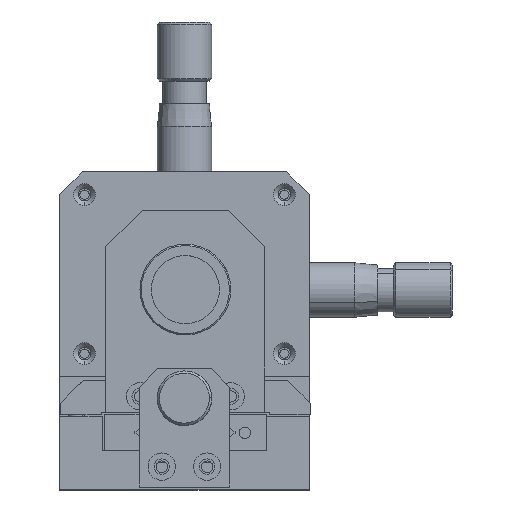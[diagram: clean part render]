
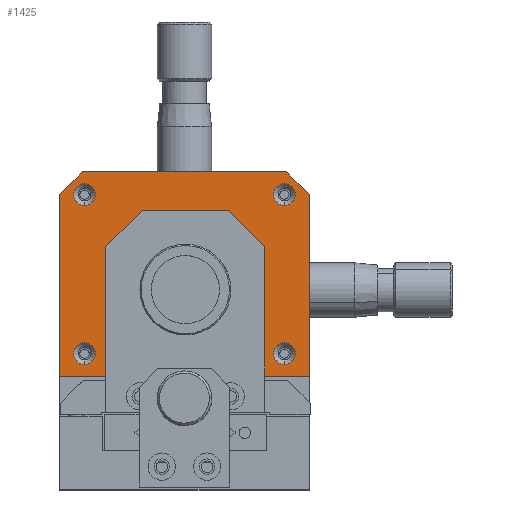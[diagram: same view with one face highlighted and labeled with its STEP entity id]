
A CAD part, top view. The second image highlights one B-rep face of the part: STEP entity #1425.
In plain terms, the highlighted planar face has unit normal (0, 0, 1).
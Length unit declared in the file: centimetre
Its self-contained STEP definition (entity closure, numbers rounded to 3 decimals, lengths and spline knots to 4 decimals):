
#1135 = VERTEX_POINT ( 'NONE', #6438 ) ;
#1138 = VERTEX_POINT ( 'NONE', #6439 ) ;
#1151 = VERTEX_POINT ( 'NONE', #6417 ) ;
#1156 = EDGE_CURVE ( 'NONE', #1444, #1344, #6412, .T. ) ;
#1197 = EDGE_CURVE ( 'NONE', #1374, #1201, #6539, .T. ) ;
#1201 = VERTEX_POINT ( 'NONE', #6536 ) ;
#1205 = EDGE_CURVE ( 'NONE', #1373, #1151, #6491, .T. ) ;
#1303 = EDGE_CURVE ( 'NONE', #1323, #1396, #6887, .T. ) ;
#1309 = ORIENTED_EDGE ( 'NONE', *, *, #1358, .F. ) ;
#1312 = EDGE_LOOP ( 'NONE', ( #1315, #1424 ) ) ;
#1313 = EDGE_LOOP ( 'NONE', ( #1426, #2813 ) ) ;
#1315 = ORIENTED_EDGE ( 'NONE', *, *, #1353, .F. ) ;
#1318 = ORIENTED_EDGE ( 'NONE', *, *, #1398, .T. ) ;
#1323 = VERTEX_POINT ( 'NONE', #7027 ) ;
#1324 = EDGE_CURVE ( 'NONE', #1326, #1456, #7029, .T. ) ;
#1326 = VERTEX_POINT ( 'NONE', #6941 ) ;
#1331 = EDGE_CURVE ( 'NONE', #1449, #1471, #6988, .T. ) ;
#1344 = VERTEX_POINT ( 'NONE', #6902 ) ;
#1349 = EDGE_CURVE ( 'NONE', #1138, #1135, #7233, .T. ) ;
#1350 = EDGE_CURVE ( 'NONE', #1367, #1471, #7230, .T. ) ;
#1353 = EDGE_CURVE ( 'NONE', #1135, #1138, #7224, .T. ) ;
#1358 = EDGE_CURVE ( 'NONE', #1344, #1444, #7212, .T. ) ;
#1364 = EDGE_CURVE ( 'NONE', #1396, #1323, #7214, .T. ) ;
#1367 = VERTEX_POINT ( 'NONE', #7170 ) ;
#1373 = VERTEX_POINT ( 'NONE', #7201 ) ;
#1374 = VERTEX_POINT ( 'NONE', #7154 ) ;
#1388 = EDGE_LOOP ( 'NONE', ( #1428, #1430 ) ) ;
#1396 = VERTEX_POINT ( 'NONE', #7281 ) ;
#1398 = EDGE_CURVE ( 'NONE', #1457, #1367, #7086, .T. ) ;
#1413 = ORIENTED_EDGE ( 'NONE', *, *, #1303, .F. ) ;
#1423 = ORIENTED_EDGE ( 'NONE', *, *, #1156, .F. ) ;
#1424 = ORIENTED_EDGE ( 'NONE', *, *, #1349, .F. ) ;
#1425 = ADVANCED_FACE ( 'NONE', ( #7450, #7462, #7331, #7325, #7315, #7314 ), #7318, .F. ) ;
#1426 = ORIENTED_EDGE ( 'NONE', *, *, #2903, .F. ) ;
#1427 = EDGE_CURVE ( 'NONE', #1201, #1374, #7308, .T. ) ;
#1428 = ORIENTED_EDGE ( 'NONE', *, *, #1427, .F. ) ;
#1429 = EDGE_LOOP ( 'NONE', ( #1309, #1423 ) ) ;
#1430 = ORIENTED_EDGE ( 'NONE', *, *, #1197, .F. ) ;
#1431 = ORIENTED_EDGE ( 'NONE', *, *, #1331, .F. ) ;
#1444 = VERTEX_POINT ( 'NONE', #7336 ) ;
#1448 = EDGE_CURVE ( 'NONE', #1456, #1457, #7397, .T. ) ;
#1449 = VERTEX_POINT ( 'NONE', #7398 ) ;
#1456 = VERTEX_POINT ( 'NONE', #7399 ) ;
#1457 = VERTEX_POINT ( 'NONE', #7400 ) ;
#1466 = EDGE_CURVE ( 'NONE', #1449, #1326, #7441, .T. ) ;
#1471 = VERTEX_POINT ( 'NONE', #7504 ) ;
#2773 = EDGE_LOOP ( 'NONE', ( #2775, #1413 ) ) ;
#2775 = ORIENTED_EDGE ( 'NONE', *, *, #1364, .F. ) ;
#2813 = ORIENTED_EDGE ( 'NONE', *, *, #1205, .F. ) ;
#2814 = ORIENTED_EDGE ( 'NONE', *, *, #1350, .T. ) ;
#2815 = EDGE_LOOP ( 'NONE', ( #2814, #1431, #2904, #2816, #2900, #1318 ) ) ;
#2816 = ORIENTED_EDGE ( 'NONE', *, *, #1324, .T. ) ;
#2900 = ORIENTED_EDGE ( 'NONE', *, *, #1448, .T. ) ;
#2903 = EDGE_CURVE ( 'NONE', #1151, #1373, #11777, .T. ) ;
#2904 = ORIENTED_EDGE ( 'NONE', *, *, #1466, .T. ) ;
#6297 = DIRECTION ( 'NONE',  ( 0., -1., 0. ) ) ;
#6298 = DIRECTION ( 'NONE',  ( 0., 0., 1. ) ) ;
#6301 = AXIS2_PLACEMENT_3D ( 'NONE', #6304, #6298, #6297 ) ;
#6304 = CARTESIAN_POINT ( 'NONE',  ( -2.5193, 5.6803, -2.3 ) ) ;
#6412 = CIRCLE ( 'NONE', #6301, 0.24 ) ;
#6417 = CARTESIAN_POINT ( 'NONE',  ( -2.5193, 1.9403, -2.3 ) ) ;
#6438 = CARTESIAN_POINT ( 'NONE',  ( 1.8807, 5.4403, -2.3 ) ) ;
#6439 = CARTESIAN_POINT ( 'NONE',  ( 1.8807, 5.9203, -2.3 ) ) ;
#6486 = DIRECTION ( 'NONE',  ( 0., -1., 0. ) ) ;
#6487 = DIRECTION ( 'NONE',  ( 0., 0., 1. ) ) ;
#6488 = CARTESIAN_POINT ( 'NONE',  ( -2.5193, 2.1803, -2.3 ) ) ;
#6489 = AXIS2_PLACEMENT_3D ( 'NONE', #6488, #6487, #6486 ) ;
#6491 = CIRCLE ( 'NONE', #6489, 0.24 ) ;
#6531 = DIRECTION ( 'NONE',  ( 0., -1., 0. ) ) ;
#6532 = DIRECTION ( 'NONE',  ( 0., 0., 1. ) ) ;
#6533 = CARTESIAN_POINT ( 'NONE',  ( 1.8807, 2.1803, -2.3 ) ) ;
#6534 = AXIS2_PLACEMENT_3D ( 'NONE', #6533, #6532, #6531 ) ;
#6536 = CARTESIAN_POINT ( 'NONE',  ( 1.8807, 1.9403, -2.3 ) ) ;
#6539 = CIRCLE ( 'NONE', #6534, 0.24 ) ;
#6887 = CIRCLE ( 'NONE', #7013, 1.2 ) ;
#6902 = CARTESIAN_POINT ( 'NONE',  ( -2.5193, 5.4403, -2.3 ) ) ;
#6941 = CARTESIAN_POINT ( 'NONE',  ( 2.4307, 5.6803, -2.3 ) ) ;
#6962 = DIRECTION ( 'NONE',  ( -0.707, 0.707, 0. ) ) ;
#6963 = VECTOR ( 'NONE', #6962, 100. ) ;
#6964 = CARTESIAN_POINT ( 'NONE',  ( 1.9307, 6.1803, -2.3 ) ) ;
#6980 = DIRECTION ( 'NONE',  ( -1., 0., 0. ) ) ;
#6981 = VECTOR ( 'NONE', #6980, 100. ) ;
#6982 = CARTESIAN_POINT ( 'NONE',  ( -3.8868, 1.6803, -2.3 ) ) ;
#6988 = LINE ( 'NONE', #6982, #6981 ) ;
#7011 = DIRECTION ( 'NONE',  ( 0., -1., 0. ) ) ;
#7012 = DIRECTION ( 'NONE',  ( 0., 0., 1. ) ) ;
#7013 = AXIS2_PLACEMENT_3D ( 'NONE', #7019, #7012, #7011 ) ;
#7019 = CARTESIAN_POINT ( 'NONE',  ( -0.3193, 3.5803, -2.3 ) ) ;
#7027 = CARTESIAN_POINT ( 'NONE',  ( -0.3193, 2.3803, -2.3 ) ) ;
#7029 = LINE ( 'NONE', #6964, #6963 ) ;
#7083 = DIRECTION ( 'NONE',  ( -0.707, -0.707, 0. ) ) ;
#7084 = VECTOR ( 'NONE', #7083, 100. ) ;
#7085 = CARTESIAN_POINT ( 'NONE',  ( -3.0693, 5.6803, -2.3 ) ) ;
#7086 = LINE ( 'NONE', #7085, #7084 ) ;
#7154 = CARTESIAN_POINT ( 'NONE',  ( 1.8807, 2.4203, -2.3 ) ) ;
#7167 = DIRECTION ( 'NONE',  ( 0., -1., 0. ) ) ;
#7168 = DIRECTION ( 'NONE',  ( 0., 0., 1. ) ) ;
#7169 = AXIS2_PLACEMENT_3D ( 'NONE', #7174, #7168, #7167 ) ;
#7170 = CARTESIAN_POINT ( 'NONE',  ( -3.0693, 5.6803, -2.3 ) ) ;
#7174 = CARTESIAN_POINT ( 'NONE',  ( -0.3193, 3.5803, -2.3 ) ) ;
#7201 = CARTESIAN_POINT ( 'NONE',  ( -2.5193, 2.4203, -2.3 ) ) ;
#7208 = DIRECTION ( 'NONE',  ( 0., -1., 0. ) ) ;
#7209 = DIRECTION ( 'NONE',  ( 0., 0., 1. ) ) ;
#7210 = CARTESIAN_POINT ( 'NONE',  ( -2.5193, 5.6803, -2.3 ) ) ;
#7211 = AXIS2_PLACEMENT_3D ( 'NONE', #7210, #7209, #7208 ) ;
#7212 = CIRCLE ( 'NONE', #7211, 0.24 ) ;
#7214 = CIRCLE ( 'NONE', #7169, 1.2 ) ;
#7215 = DIRECTION ( 'NONE',  ( 0., -1., 0. ) ) ;
#7216 = DIRECTION ( 'NONE',  ( 0., 0., 1. ) ) ;
#7217 = CARTESIAN_POINT ( 'NONE',  ( 1.8807, 5.6803, -2.3 ) ) ;
#7221 = DIRECTION ( 'NONE',  ( 0., -1., 0. ) ) ;
#7222 = VECTOR ( 'NONE', #7221, 100. ) ;
#7223 = CARTESIAN_POINT ( 'NONE',  ( -3.0693, 1.5803, -2.3 ) ) ;
#7224 = CIRCLE ( 'NONE', #7238, 0.24 ) ;
#7227 = DIRECTION ( 'NONE',  ( 0., -1., 0. ) ) ;
#7228 = DIRECTION ( 'NONE',  ( 0., 0., 1. ) ) ;
#7229 = AXIS2_PLACEMENT_3D ( 'NONE', #7239, #7228, #7227 ) ;
#7230 = LINE ( 'NONE', #7223, #7222 ) ;
#7233 = CIRCLE ( 'NONE', #7229, 0.24 ) ;
#7238 = AXIS2_PLACEMENT_3D ( 'NONE', #7217, #7216, #7215 ) ;
#7239 = CARTESIAN_POINT ( 'NONE',  ( 1.8807, 5.6803, -2.3 ) ) ;
#7281 = CARTESIAN_POINT ( 'NONE',  ( -0.3193, 4.7803, -2.3 ) ) ;
#7308 = CIRCLE ( 'NONE', #7312, 0.24 ) ;
#7312 = AXIS2_PLACEMENT_3D ( 'NONE', #7359, #7361, #7355 ) ;
#7314 = FACE_BOUND ( 'NONE', #2773, .T. ) ;
#7315 = FACE_OUTER_BOUND ( 'NONE', #2815, .T. ) ;
#7318 = PLANE ( 'NONE',  #7464 ) ;
#7325 = FACE_BOUND ( 'NONE', #1429, .T. ) ;
#7331 = FACE_BOUND ( 'NONE', #1313, .T. ) ;
#7336 = CARTESIAN_POINT ( 'NONE',  ( -2.5193, 5.9203, -2.3 ) ) ;
#7355 = DIRECTION ( 'NONE',  ( 0., -1., 0. ) ) ;
#7356 = DIRECTION ( 'NONE',  ( 0., 1., 0. ) ) ;
#7357 = DIRECTION ( 'NONE',  ( 0., 0., -1. ) ) ;
#7358 = CARTESIAN_POINT ( 'NONE',  ( 2.4307, 6.1803, -2.3 ) ) ;
#7359 = CARTESIAN_POINT ( 'NONE',  ( 1.8807, 2.1803, -2.3 ) ) ;
#7361 = DIRECTION ( 'NONE',  ( 0., 0., 1. ) ) ;
#7394 = DIRECTION ( 'NONE',  ( -1., 0., 0. ) ) ;
#7395 = VECTOR ( 'NONE', #7394, 100. ) ;
#7396 = CARTESIAN_POINT ( 'NONE',  ( -3.0693, 6.1803, -2.3 ) ) ;
#7397 = LINE ( 'NONE', #7396, #7395 ) ;
#7398 = CARTESIAN_POINT ( 'NONE',  ( 2.4307, 1.6803, -2.3 ) ) ;
#7399 = CARTESIAN_POINT ( 'NONE',  ( 1.9307, 6.1803, -2.3 ) ) ;
#7400 = CARTESIAN_POINT ( 'NONE',  ( -2.5693, 6.1803, -2.3 ) ) ;
#7438 = DIRECTION ( 'NONE',  ( 0., 1., 0. ) ) ;
#7439 = VECTOR ( 'NONE', #7438, 100. ) ;
#7440 = CARTESIAN_POINT ( 'NONE',  ( 2.4307, 1.5803, -2.3 ) ) ;
#7441 = LINE ( 'NONE', #7440, #7439 ) ;
#7450 = FACE_BOUND ( 'NONE', #1312, .T. ) ;
#7462 = FACE_BOUND ( 'NONE', #1388, .T. ) ;
#7464 = AXIS2_PLACEMENT_3D ( 'NONE', #7358, #7357, #7356 ) ;
#7504 = CARTESIAN_POINT ( 'NONE',  ( -3.0693, 1.6803, -2.3 ) ) ;
#11753 = DIRECTION ( 'NONE',  ( 0., -1., 0. ) ) ;
#11754 = DIRECTION ( 'NONE',  ( 0., 0., 1. ) ) ;
#11755 = CARTESIAN_POINT ( 'NONE',  ( -2.5193, 2.1803, -2.3 ) ) ;
#11756 = AXIS2_PLACEMENT_3D ( 'NONE', #11755, #11754, #11753 ) ;
#11777 = CIRCLE ( 'NONE', #11756, 0.24 ) ;
